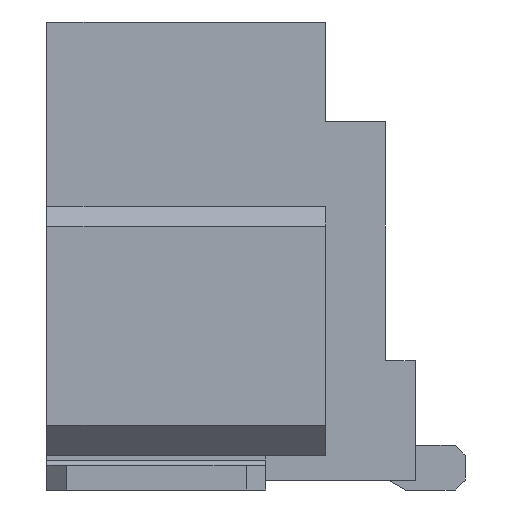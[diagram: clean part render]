
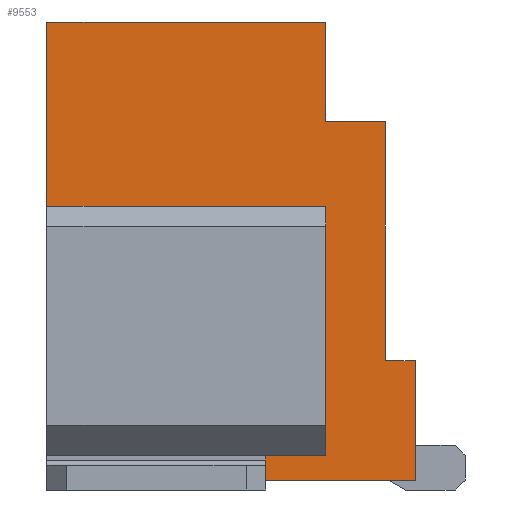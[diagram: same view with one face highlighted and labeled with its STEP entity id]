
A CAD part, left-side view. The second image highlights one B-rep face of the part: STEP entity #9553.
In plain terms, the highlighted planar face has unit normal (-1, 0, 0).
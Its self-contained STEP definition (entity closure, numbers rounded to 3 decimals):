
#69=DIRECTION('',(0.,0.,1.));
#70=VECTOR('',#69,1.2);
#71=CARTESIAN_POINT('',(-10.25,-1.85,-2.3));
#72=LINE('',#71,#70);
#1289=DIRECTION('',(0.,-1.,0.));
#1290=VECTOR('',#1289,2.8);
#1291=CARTESIAN_POINT('',(-10.25,1.85,2.3));
#1292=LINE('',#1291,#1290);
#1801=DIRECTION('',(0.,0.,-1.));
#1802=VECTOR('',#1801,1.);
#1803=CARTESIAN_POINT('',(-10.25,-0.95,2.3));
#1804=LINE('',#1803,#1802);
#1805=DIRECTION('',(0.,-1.,0.));
#1806=VECTOR('',#1805,0.6);
#1807=CARTESIAN_POINT('',(-10.25,-0.95,1.3));
#1808=LINE('',#1807,#1806);
#1809=DIRECTION('',(0.,0.,-1.));
#1810=VECTOR('',#1809,2.4);
#1811=CARTESIAN_POINT('',(-10.25,-1.55,1.3));
#1812=LINE('',#1811,#1810);
#1813=DIRECTION('',(0.,1.,0.));
#1814=VECTOR('',#1813,0.3);
#1815=CARTESIAN_POINT('',(-10.25,-1.85,-1.1));
#1816=LINE('',#1815,#1814);
#1817=DIRECTION('',(0.,0.,1.));
#1818=VECTOR('',#1817,0.25);
#1819=CARTESIAN_POINT('',(-10.25,1.85,-2.3));
#1820=LINE('',#1819,#1818);
#1821=DIRECTION('',(0.,-1.,0.));
#1822=VECTOR('',#1821,2.8);
#1823=CARTESIAN_POINT('',(-10.25,1.85,-2.05));
#1824=LINE('',#1823,#1822);
#1825=DIRECTION('',(0.,0.,-1.));
#1826=VECTOR('',#1825,2.5);
#1827=CARTESIAN_POINT('',(-10.25,-0.95,0.45));
#1828=LINE('',#1827,#1826);
#1829=DIRECTION('',(0.,-1.,0.));
#1830=VECTOR('',#1829,2.8);
#1831=CARTESIAN_POINT('',(-10.25,1.85,0.45));
#1832=LINE('',#1831,#1830);
#1833=DIRECTION('',(0.,0.,1.));
#1834=VECTOR('',#1833,1.85);
#1835=CARTESIAN_POINT('',(-10.25,1.85,0.45));
#1836=LINE('',#1835,#1834);
#1901=DIRECTION('',(0.,-1.,0.));
#1902=VECTOR('',#1901,3.7);
#1903=CARTESIAN_POINT('',(-10.25,1.85,-2.3));
#1904=LINE('',#1903,#1902);
#5911=CARTESIAN_POINT('',(-10.25,1.85,-2.3));
#5912=CARTESIAN_POINT('',(-10.25,-1.85,-2.3));
#5913=VERTEX_POINT('',#5911);
#5914=VERTEX_POINT('',#5912);
#5951=CARTESIAN_POINT('',(-10.25,-0.95,0.45));
#5952=CARTESIAN_POINT('',(-10.25,-0.95,-2.05));
#5953=VERTEX_POINT('',#5951);
#5954=VERTEX_POINT('',#5952);
#5955=CARTESIAN_POINT('',(-10.25,1.85,0.45));
#5956=VERTEX_POINT('',#5955);
#5963=CARTESIAN_POINT('',(-10.25,1.85,2.3));
#5964=VERTEX_POINT('',#5963);
#5999=CARTESIAN_POINT('',(-10.25,-1.85,-1.1));
#6000=CARTESIAN_POINT('',(-10.25,-1.55,-1.1));
#6001=VERTEX_POINT('',#5999);
#6002=VERTEX_POINT('',#6000);
#6008=CARTESIAN_POINT('',(-10.25,-1.55,1.3));
#6010=VERTEX_POINT('',#6008);
#6177=CARTESIAN_POINT('',(-10.25,-0.95,2.3));
#6178=CARTESIAN_POINT('',(-10.25,-0.95,1.3));
#6179=VERTEX_POINT('',#6177);
#6180=VERTEX_POINT('',#6178);
#6599=CARTESIAN_POINT('',(-10.25,1.85,-2.05));
#6600=VERTEX_POINT('',#6599);
#9528=CARTESIAN_POINT('',(-10.25,1.85,-2.3));
#9529=DIRECTION('',(-1.,0.,0.));
#9530=DIRECTION('',(0.,-1.,0.));
#9531=AXIS2_PLACEMENT_3D('',#9528,#9529,#9530);
#9532=PLANE('',#9531);
#9533=ORIENTED_EDGE('',*,*,#9046,.T.);
#9535=ORIENTED_EDGE('',*,*,#9534,.T.);
#9537=ORIENTED_EDGE('',*,*,#9536,.T.);
#9538=ORIENTED_EDGE('',*,*,#9161,.F.);
#9539=ORIENTED_EDGE('',*,*,#7877,.F.);
#9541=ORIENTED_EDGE('',*,*,#9540,.F.);
#9542=ORIENTED_EDGE('',*,*,#8343,.T.);
#9544=ORIENTED_EDGE('',*,*,#9543,.T.);
#9546=ORIENTED_EDGE('',*,*,#9545,.F.);
#9548=ORIENTED_EDGE('',*,*,#9547,.F.);
#9549=ORIENTED_EDGE('',*,*,#8321,.T.);
#9550=ORIENTED_EDGE('',*,*,#8987,.T.);
#9551=EDGE_LOOP('',(#9533,#9535,#9537,#9538,#9539,#9541,#9542,#9544,#9546,#9548,
#9549,#9550));
#9552=FACE_OUTER_BOUND('',#9551,.F.);
#9553=ADVANCED_FACE('',(#9552),#9532,.T.);
#7877=EDGE_CURVE('',#5914,#6001,#72,.T.);
#8321=EDGE_CURVE('',#5956,#5964,#1836,.T.);
#8343=EDGE_CURVE('',#5913,#6600,#1820,.T.);
#8987=EDGE_CURVE('',#5964,#6179,#1292,.T.);
#9046=EDGE_CURVE('',#6179,#6180,#1804,.T.);
#9161=EDGE_CURVE('',#6001,#6002,#1816,.T.);
#9534=EDGE_CURVE('',#6180,#6010,#1808,.T.);
#9536=EDGE_CURVE('',#6010,#6002,#1812,.T.);
#9540=EDGE_CURVE('',#5913,#5914,#1904,.T.);
#9543=EDGE_CURVE('',#6600,#5954,#1824,.T.);
#9545=EDGE_CURVE('',#5953,#5954,#1828,.T.);
#9547=EDGE_CURVE('',#5956,#5953,#1832,.T.);
